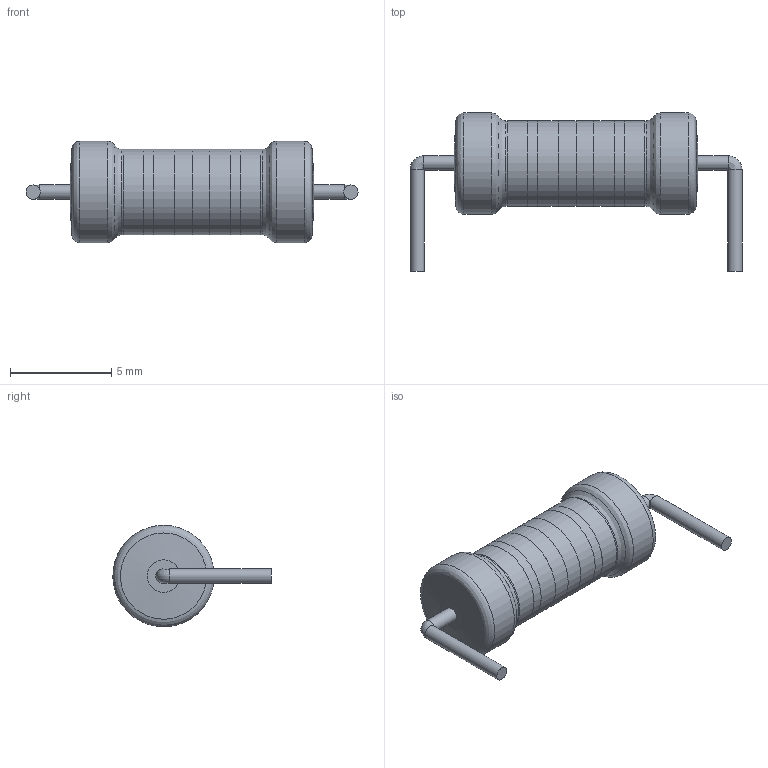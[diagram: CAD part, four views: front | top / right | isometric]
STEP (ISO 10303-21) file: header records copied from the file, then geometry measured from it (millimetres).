
FILE_DESCRIPTION(('FreeCAD Model'),'2;1');
FILE_NAME('15.stp', '2017-10-01T18:10:59',('Author'),(''), 'Open CASCADE STEP processor 6.8','FreeCAD','Unknown');
FILE_SCHEMA(('AUTOMOTIVE_DESIGN_CC2 { 1 2 10303 214 -1 1 5 4 }'));
Length unit declared in the file: millimetre
Products named in the file (3): ASSEMBLY; Fusion; Fusion001
Assembly tree (2 placements, depth 2):
  ASSEMBLY
    Fusion
    Fusion001
Bounding box: 16.36 x 7.8 x 4.99 mm (x, y, z)
Volume: 194.2 mm3; surface area: 237.5 mm2
Topology: 3 solids, 3 shells, 40 faces, 63 edges, 37 vertices
Faces by surface type: cylinder 16, plane 14, bspline 6, cone 2, revolution 2
Full cylindrical faces by diameter (mm): 0.7 x4, 4.2 x2, 4.202 x4, 4.204 x4, 5 x2
Entity records: 2611 total; most frequent: CARTESIAN_POINT 1044, DIRECTION 212, ORIENTED_EDGE 126, PCURVE 126, DEFINITIONAL_REPRESENTATION 126, LINE 67, VECTOR 67, AXIS2_PLACEMENT_3D 66
